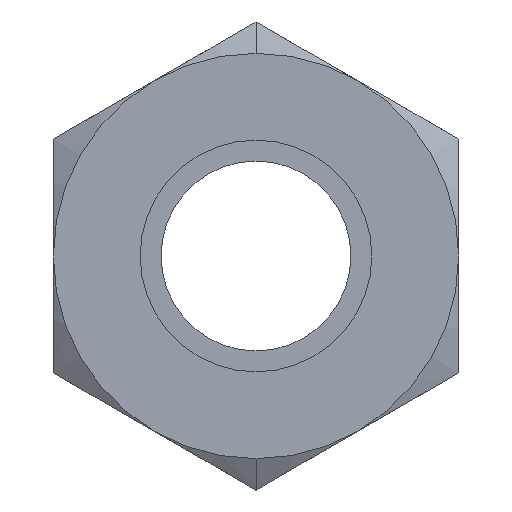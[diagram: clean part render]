
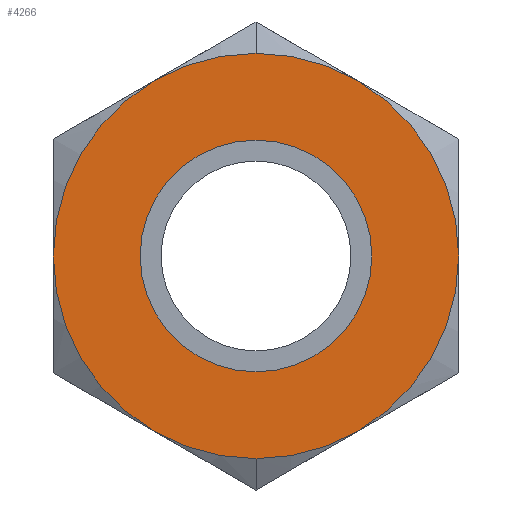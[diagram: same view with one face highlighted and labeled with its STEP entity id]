
A CAD part, left-side view. The second image highlights one B-rep face of the part: STEP entity #4266.
In plain terms, the highlighted planar face has unit normal (-1, 0, 0).
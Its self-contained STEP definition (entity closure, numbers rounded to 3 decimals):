
#216 = CARTESIAN_POINT ( 'NONE',  ( 0., 0., 11.11 ) ) ;
#222 = VERTEX_POINT ( 'NONE', #8975 ) ;
#650 = EDGE_LOOP ( 'NONE', ( #1261, #3877 ) ) ;
#703 = VERTEX_POINT ( 'NONE', #7347 ) ;
#762 = DIRECTION ( 'NONE',  ( 1., 0., 0. ) ) ;
#1049 = DIRECTION ( 'NONE',  ( 0., 0., 1. ) ) ;
#1261 = ORIENTED_EDGE ( 'NONE', *, *, #8379, .T. ) ;
#1621 = CIRCLE ( 'NONE', #3125, 6.35 ) ;
#1633 = CARTESIAN_POINT ( 'NONE',  ( 0., 0., 0. ) ) ;
#1761 = DIRECTION ( 'NONE',  ( 1., 0., 0. ) ) ;
#1882 = ORIENTED_EDGE ( 'NONE', *, *, #8240, .F. ) ;
#2040 = DIRECTION ( 'NONE',  ( -1., 0., 0. ) ) ;
#2136 = FACE_OUTER_BOUND ( 'NONE', #8426, .T. ) ;
#2271 = DIRECTION ( 'NONE',  ( 1., 0., 0. ) ) ;
#2526 = AXIS2_PLACEMENT_3D ( 'NONE', #3681, #2271, #7264 ) ;
#2992 = AXIS2_PLACEMENT_3D ( 'NONE', #5650, #2040, #4895 ) ;
#3125 = AXIS2_PLACEMENT_3D ( 'NONE', #3694, #762, #4396 ) ;
#3681 = CARTESIAN_POINT ( 'NONE',  ( 0., 0., 0. ) ) ;
#3694 = CARTESIAN_POINT ( 'NONE',  ( 0., 0., 0. ) ) ;
#3745 = VERTEX_POINT ( 'NONE', #216 ) ;
#3872 = CIRCLE ( 'NONE', #2526, 6.35 ) ;
#3877 = ORIENTED_EDGE ( 'NONE', *, *, #8074, .T. ) ;
#3995 = CARTESIAN_POINT ( 'NONE',  ( 0., 0., -6.35 ) ) ;
#4266 = ADVANCED_FACE ( 'NONE', ( #7735, #2136 ), #6406, .T. ) ;
#4396 = DIRECTION ( 'NONE',  ( 0., 0., 1. ) ) ;
#4513 = VERTEX_POINT ( 'NONE', #3995 ) ;
#4895 = DIRECTION ( 'NONE',  ( 0., 0., 1. ) ) ;
#5203 = DIRECTION ( 'NONE',  ( 1., 0., 0. ) ) ;
#5530 = ORIENTED_EDGE ( 'NONE', *, *, #7779, .F. ) ;
#5650 = CARTESIAN_POINT ( 'NONE',  ( 0., 0., 5.555 ) ) ;
#6142 = AXIS2_PLACEMENT_3D ( 'NONE', #1633, #5203, #6674 ) ;
#6406 = PLANE ( 'NONE',  #2992 ) ;
#6674 = DIRECTION ( 'NONE',  ( 0., 0., -1. ) ) ;
#7038 = CIRCLE ( 'NONE', #7633, 11.11 ) ;
#7264 = DIRECTION ( 'NONE',  ( 0., 0., -1. ) ) ;
#7347 = CARTESIAN_POINT ( 'NONE',  ( 0., 0., -11.11 ) ) ;
#7633 = AXIS2_PLACEMENT_3D ( 'NONE', #9011, #1761, #1049 ) ;
#7735 = FACE_BOUND ( 'NONE', #650, .T. ) ;
#7779 = EDGE_CURVE ( 'NONE', #703, #3745, #9010, .T. ) ;
#8074 = EDGE_CURVE ( 'NONE', #222, #4513, #1621, .T. ) ;
#8240 = EDGE_CURVE ( 'NONE', #3745, #703, #7038, .T. ) ;
#8379 = EDGE_CURVE ( 'NONE', #4513, #222, #3872, .T. ) ;
#8426 = EDGE_LOOP ( 'NONE', ( #1882, #5530 ) ) ;
#8975 = CARTESIAN_POINT ( 'NONE',  ( 0., 0., 6.35 ) ) ;
#9010 = CIRCLE ( 'NONE', #6142, 11.11 ) ;
#9011 = CARTESIAN_POINT ( 'NONE',  ( 0., 0., 0. ) ) ;
